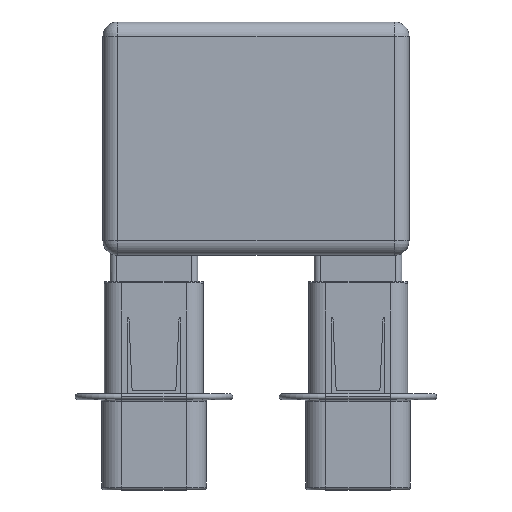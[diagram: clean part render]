
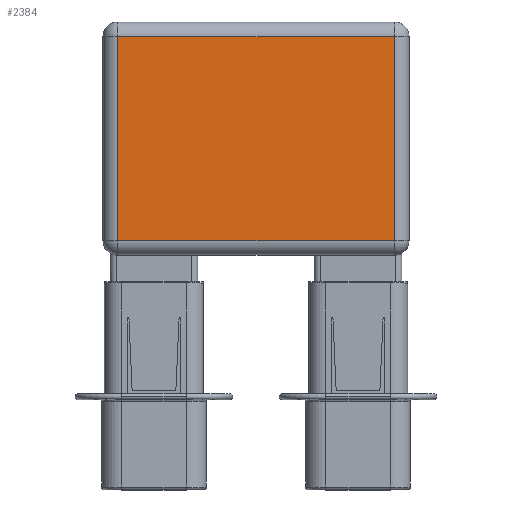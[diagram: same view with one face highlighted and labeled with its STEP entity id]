
A CAD part, top view. The second image highlights one B-rep face of the part: STEP entity #2384.
In plain terms, the highlighted planar face has unit normal (0, 0, 1).
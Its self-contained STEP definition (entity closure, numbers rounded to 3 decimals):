
#112 = LINE ( 'NONE', #155, #893 ) ;
#146 = VECTOR ( 'NONE', #3674, 1000. ) ;
#155 = CARTESIAN_POINT ( 'NONE',  ( 5.25, 5.5, 1.75 ) ) ;
#158 = CARTESIAN_POINT ( 'NONE',  ( -4.75, 12.5, 1.75 ) ) ;
#171 = ORIENTED_EDGE ( 'NONE', *, *, #3868, .T. ) ;
#218 = VERTEX_POINT ( 'NONE', #1177 ) ;
#481 = FACE_OUTER_BOUND ( 'NONE', #2883, .T. ) ;
#493 = ORIENTED_EDGE ( 'NONE', *, *, #3036, .T. ) ;
#884 = CARTESIAN_POINT ( 'NONE',  ( 5.25, 13., 1.75 ) ) ;
#893 = VECTOR ( 'NONE', #3076, 1000. ) ;
#1069 = LINE ( 'NONE', #3917, #3312 ) ;
#1093 = ORIENTED_EDGE ( 'NONE', *, *, #3904, .T. ) ;
#1177 = CARTESIAN_POINT ( 'NONE',  ( 4.75, 12.5, 1.75 ) ) ;
#1246 = CARTESIAN_POINT ( 'NONE',  ( 4.75, 5.5, 1.75 ) ) ;
#1338 = CARTESIAN_POINT ( 'NONE',  ( -4.75, 13., 1.75 ) ) ;
#1760 = VERTEX_POINT ( 'NONE', #158 ) ;
#1774 = VECTOR ( 'NONE', #3684, 1000. ) ;
#1775 = LINE ( 'NONE', #2412, #1774 ) ;
#1832 = AXIS2_PLACEMENT_3D ( 'NONE', #884, #1862, #3688 ) ;
#1862 = DIRECTION ( 'NONE',  ( 0., 0., -1. ) ) ;
#2329 = CARTESIAN_POINT ( 'NONE',  ( -4.75, 5.5, 1.75 ) ) ;
#2384 = ADVANCED_FACE ( 'NONE', ( #481 ), #3443, .F. ) ;
#2412 = CARTESIAN_POINT ( 'NONE',  ( 5.25, 12.5, 1.75 ) ) ;
#2516 = ORIENTED_EDGE ( 'NONE', *, *, #3494, .T. ) ;
#2883 = EDGE_LOOP ( 'NONE', ( #171, #1093, #493, #2516 ) ) ;
#3006 = DIRECTION ( 'NONE',  ( 0., 1., 0. ) ) ;
#3036 = EDGE_CURVE ( 'NONE', #1760, #3874, #4031, .T. ) ;
#3076 = DIRECTION ( 'NONE',  ( 1., 0., 0. ) ) ;
#3312 = VECTOR ( 'NONE', #3006, 1000. ) ;
#3443 = PLANE ( 'NONE',  #1832 ) ;
#3494 = EDGE_CURVE ( 'NONE', #3874, #4007, #112, .T. ) ;
#3674 = DIRECTION ( 'NONE',  ( 0., -1., 0. ) ) ;
#3684 = DIRECTION ( 'NONE',  ( -1., 0., 0. ) ) ;
#3688 = DIRECTION ( 'NONE',  ( 0., 1., 0. ) ) ;
#3868 = EDGE_CURVE ( 'NONE', #4007, #218, #1069, .T. ) ;
#3874 = VERTEX_POINT ( 'NONE', #2329 ) ;
#3904 = EDGE_CURVE ( 'NONE', #218, #1760, #1775, .T. ) ;
#3917 = CARTESIAN_POINT ( 'NONE',  ( 4.75, 13., 1.75 ) ) ;
#4007 = VERTEX_POINT ( 'NONE', #1246 ) ;
#4031 = LINE ( 'NONE', #1338, #146 ) ;
